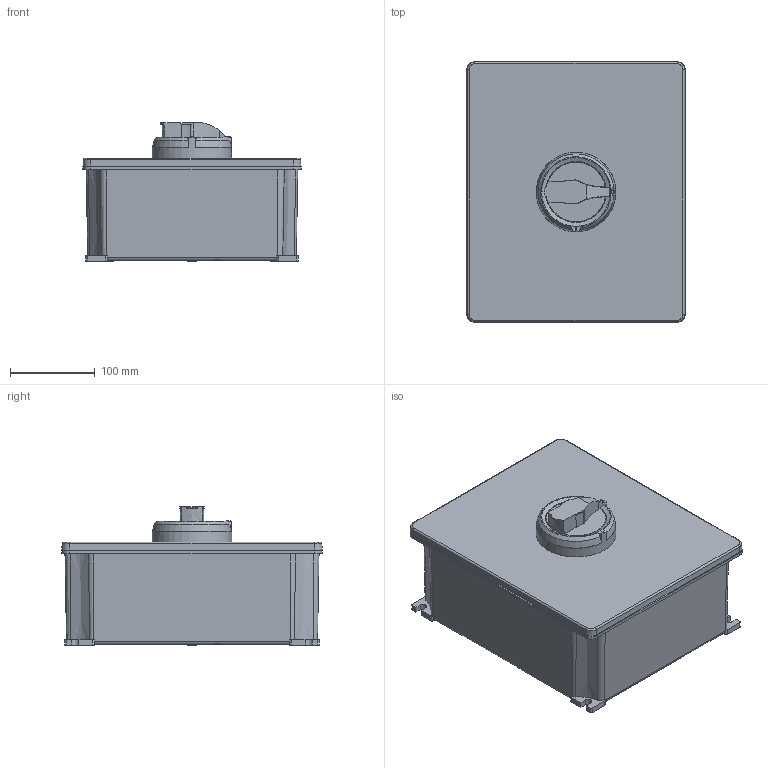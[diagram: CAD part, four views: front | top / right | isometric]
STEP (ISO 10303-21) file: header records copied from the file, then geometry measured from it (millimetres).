
FILE_DESCRIPTION((''),'2;1');
FILE_NAME('GW70423M_SW0002','2020-10-09T12:21:35',('User'),('Axiro Italia'),'CREO PARAMETRIC BY PTC INC, 2020074','CREO PARAMETRIC BY PTC INC, 2020074','');
FILE_SCHEMA(('CONFIG_CONTROL_DESIGN'));
Length unit declared in the file: millimetre
Products named in the file (1): GW70423M_SW0002
Bounding box: 257.2 x 307.2 x 163.15 mm (x, y, z)
Volume: 8985198.8 mm3; surface area: 301594 mm2
Topology: 1 solids, 1 shells, 223 faces, 621 edges, 411 vertices
Faces by surface type: plane 101, cylinder 55, cone 54, torus 8, bspline 5
Entity records: 7655 total; most frequent: CARTESIAN_POINT 1886, ORIENTED_EDGE 1242, DIRECTION 1180, EDGE_CURVE 621, AXIS2_PLACEMENT_3D 441, VERTEX_POINT 411, VECTOR 298, LINE 298
